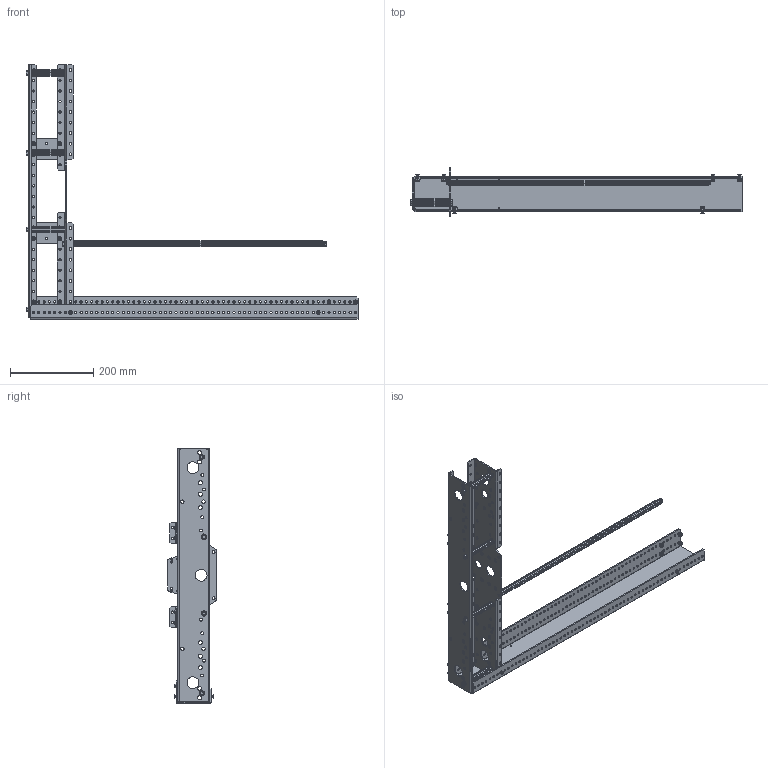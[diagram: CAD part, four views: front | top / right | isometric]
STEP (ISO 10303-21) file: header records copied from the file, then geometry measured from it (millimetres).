
FILE_DESCRIPTION(/* description */ (''),/* implementation_level */ '2;1');
FILE_NAME(/* name */ 'AM14U3 Wide Frame Half.iam.stp',/* time_stamp */ '2016-01-07T16:49:52-08:00',/* author */ ('PhillipD'),/* organization */ (''),/* preprocessor_version */ 'ST-DEVELOPER v16.1',/* originating_system */ 'Autodesk Inventor 2016',/* authorisation */ '');
FILE_SCHEMA (('AUTOMOTIVE_DESIGN { 1 0 10303 214 3 1 1 }'));
Length unit declared in the file: inch
Products named in the file (10): 10-32x0500_shcs_HX-SHCS 0.19-32x1.375x1-C; 10-32 Nylock Nut; Churro 3375; Churro 24250; FHTS 0.25-20-0.75_FHTS 0.25-20-G-0.75-C; AM14U3 End Sheet Rev1; AM14U3 Outside Sheet Wide; AM14U3 Inside Sheet Wide; am-2954 AM14U2 2x3 Hole Bracket; AM14U3 Wide Frame Half
Assembly tree (56 placements, depth 2):
  AM14U3 Wide Frame Half
    10-32x0500_shcs_HX-SHCS 0.19-32x1.375x1-C  x18
    10-32 Nylock Nut  x18
    Churro 3375  x4
    Churro 24250
    FHTS 0.25-20-0.75_FHTS 0.25-20-G-0.75-C  x10
    AM14U3 End Sheet Rev1
    AM14U3 Outside Sheet Wide
    AM14U3 Inside Sheet Wide
    am-2954 AM14U2 2x3 Hole Bracket  x2
Bounding box: 799.34 x 116.33 x 613.54 mm (x, y, z)
Volume: 905914.1 mm3; surface area: 636992.2 mm2
Topology: 56 solids, 56 shells, 1650 faces, 3988 edges, 2516 vertices
Faces by surface type: plane 762, cylinder 562, sphere 216, cone 74, torus 36
Full cylindrical faces by diameter (mm): 2.54 x4, 3.572 x8, 4.039 x18, 4.064 x4, 4.826 x18, 5.08 x4, 5.105 x8, 5.334 x246, 5.867 x5, 6.35 x10, 6.654 x18, 6.706 x46, 6.756 x4, 6.807 x2, 7.457 x10, 7.938 x18, 8.128 x10, 9.525 x24, 9.652 x20, 12.192 x10, 22.225 x3, 28.575 x6
Entity records: 20555 total; most frequent: DIRECTION 3520, CARTESIAN_POINT 3079, ORIENTED_EDGE 2604, EDGE_LOOP 1716, AXIS2_PLACEMENT_3D 1555, EDGE_CURVE 1302, FACE_BOUND 1115, VERTEX_POINT 1102
